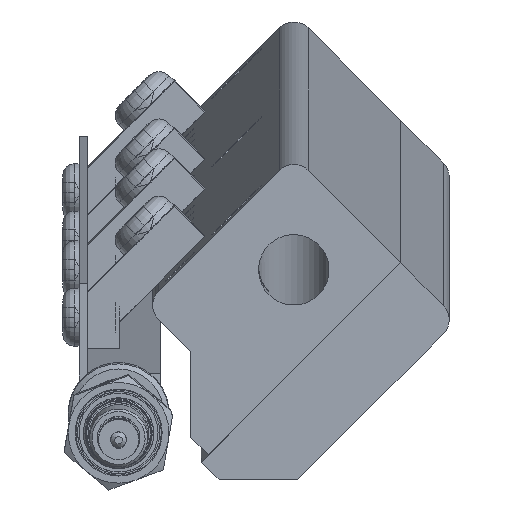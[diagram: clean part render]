
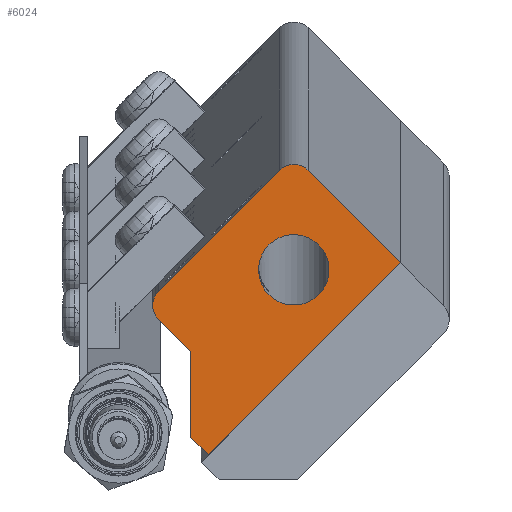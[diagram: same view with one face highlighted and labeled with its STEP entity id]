
A CAD part, top view. The second image highlights one B-rep face of the part: STEP entity #6024.
In plain terms, the highlighted face is planar.
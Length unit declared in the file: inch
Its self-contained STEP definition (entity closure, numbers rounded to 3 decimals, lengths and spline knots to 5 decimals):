
#800=LINE('',#26313,#1062);
#804=LINE('',#26325,#1066);
#807=LINE('',#26331,#1069);
#810=LINE('',#26337,#1072);
#813=LINE('',#26343,#1075);
#815=LINE('',#26346,#1077);
#1062=VECTOR('',#8383,0.3937);
#1066=VECTOR('',#8395,0.3937);
#1069=VECTOR('',#8400,0.3937);
#1072=VECTOR('',#8405,0.3937);
#1075=VECTOR('',#8410,0.3937);
#1077=VECTOR('',#8414,0.3937);
#1245=PLANE('',#6855);
#1513=FACE_BOUND('',#2478,.T.);
#1900=FACE_OUTER_BOUND('',#2477,.T.);
#2477=EDGE_LOOP('',(#5193,#5194,#5195,#5196,#5197,#5198,#5199,#5200));
#2478=EDGE_LOOP('',(#5201));
#2964=CIRCLE('',#6841,0.21875);
#2966=CIRCLE('',#6844,0.125);
#2968=CIRCLE('',#6848,0.125);
#3428=VERTEX_POINT('',#26297);
#3431=VERTEX_POINT('',#26303);
#3432=VERTEX_POINT('',#26305);
#3434=VERTEX_POINT('',#26311);
#3436=VERTEX_POINT('',#26317);
#3438=VERTEX_POINT('',#26323);
#3440=VERTEX_POINT('',#26329);
#3442=VERTEX_POINT('',#26335);
#3444=VERTEX_POINT('',#26341);
#4056=EDGE_CURVE('',#3428,#3428,#2964,.T.);
#4059=EDGE_CURVE('',#3432,#3431,#2966,.T.);
#4063=EDGE_CURVE('',#3431,#3434,#800,.T.);
#4066=EDGE_CURVE('',#3434,#3436,#2968,.T.);
#4069=EDGE_CURVE('',#3436,#3438,#804,.T.);
#4072=EDGE_CURVE('',#3438,#3440,#807,.T.);
#4075=EDGE_CURVE('',#3440,#3442,#810,.T.);
#4078=EDGE_CURVE('',#3442,#3444,#813,.T.);
#4080=EDGE_CURVE('',#3444,#3432,#815,.T.);
#5193=ORIENTED_EDGE('',*,*,#4080,.T.);
#5194=ORIENTED_EDGE('',*,*,#4059,.T.);
#5195=ORIENTED_EDGE('',*,*,#4063,.T.);
#5196=ORIENTED_EDGE('',*,*,#4066,.T.);
#5197=ORIENTED_EDGE('',*,*,#4069,.T.);
#5198=ORIENTED_EDGE('',*,*,#4072,.T.);
#5199=ORIENTED_EDGE('',*,*,#4075,.T.);
#5200=ORIENTED_EDGE('',*,*,#4078,.T.);
#5201=ORIENTED_EDGE('',*,*,#4056,.T.);
#6024=ADVANCED_FACE('',(#1900,#1513),#1245,.F.);
#6841=AXIS2_PLACEMENT_3D('',#26298,#8369,#8370);
#6844=AXIS2_PLACEMENT_3D('',#26306,#8376,#8377);
#6848=AXIS2_PLACEMENT_3D('',#26319,#8389,#8390);
#6855=AXIS2_PLACEMENT_3D('',#26348,#8417,#8418);
#8369=DIRECTION('center_axis',(0.,0.,1.));
#8370=DIRECTION('ref_axis',(-1.,0.,0.));
#8376=DIRECTION('center_axis',(0.,0.,-1.));
#8377=DIRECTION('ref_axis',(-1.,0.,0.));
#8383=DIRECTION('',(0.,-1.,0.));
#8389=DIRECTION('center_axis',(0.,0.,-1.));
#8390=DIRECTION('ref_axis',(0.,1.,0.));
#8395=DIRECTION('',(-1.,0.,0.));
#8400=DIRECTION('',(-0.707,-0.707,0.));
#8405=DIRECTION('',(-1.,0.,0.));
#8410=DIRECTION('',(0.,1.,0.));
#8414=DIRECTION('',(1.,0.,0.));
#8417=DIRECTION('center_axis',(0.,0.,1.));
#8418=DIRECTION('ref_axis',(1.,0.,0.));
#26297=CARTESIAN_POINT('',(0.16224,0.48787,0.));
#26298=CARTESIAN_POINT('Origin',(-0.05651,0.48787,
0.));
#26303=CARTESIAN_POINT('',(0.44349,0.86287,0.));
#26305=CARTESIAN_POINT('',(0.31849,0.98787,0.));
#26306=CARTESIAN_POINT('Origin',(0.31849,0.86287,0.));
#26311=CARTESIAN_POINT('',(0.44349,-0.19963,0.));
#26313=CARTESIAN_POINT('',(0.44349,0.86287,0.));
#26317=CARTESIAN_POINT('',(0.31849,-0.32463,0.));
#26319=CARTESIAN_POINT('Origin',(0.31849,-0.19963,0.));
#26323=CARTESIAN_POINT('',(0.03724,-0.32463,0.));
#26325=CARTESIAN_POINT('',(0.31849,-0.32463,0.));
#26329=CARTESIAN_POINT('',(-0.33776,-0.69963,0.));
#26331=CARTESIAN_POINT('',(0.03724,-0.32463,0.));
#26335=CARTESIAN_POINT('',(-0.49401,-0.69963,0.));
#26337=CARTESIAN_POINT('',(-0.33776,-0.69963,0.));
#26341=CARTESIAN_POINT('',(-0.49401,0.98787,0.));
#26343=CARTESIAN_POINT('',(-0.49401,-0.69963,0.));
#26346=CARTESIAN_POINT('',(-0.49401,0.98787,0.));
#26348=CARTESIAN_POINT('Origin',(-0.07571,0.21454,
0.));
